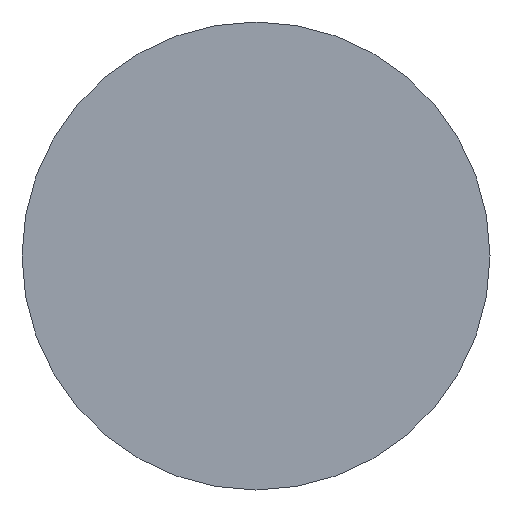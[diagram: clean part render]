
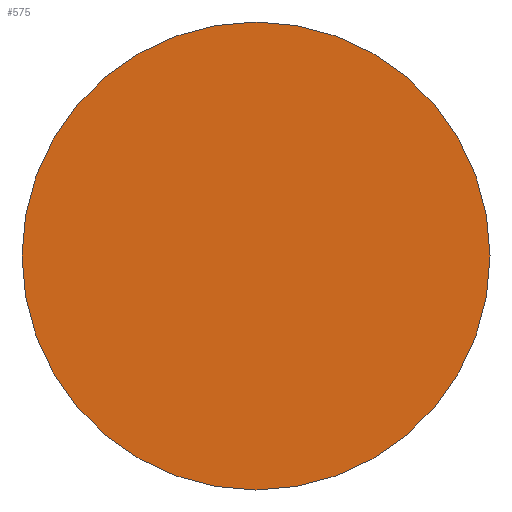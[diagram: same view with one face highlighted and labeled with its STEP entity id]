
A CAD part, front view. The second image highlights one B-rep face of the part: STEP entity #575.
In plain terms, the highlighted planar face has unit normal (0, -1, 0).
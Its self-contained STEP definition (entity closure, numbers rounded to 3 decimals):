
#57=PLANE('',#658);
#124=FACE_OUTER_BOUND('',#162,.T.);
#162=EDGE_LOOP('',(#497,#498));
#221=CIRCLE('',#659,15.);
#222=CIRCLE('',#660,15.);
#278=VERTEX_POINT('',#1035);
#279=VERTEX_POINT('',#1036);
#354=EDGE_CURVE('',#278,#279,#221,.T.);
#355=EDGE_CURVE('',#279,#278,#222,.T.);
#497=ORIENTED_EDGE('',*,*,#354,.F.);
#498=ORIENTED_EDGE('',*,*,#355,.F.);
#575=ADVANCED_FACE('',(#124),#57,.T.);
#658=AXIS2_PLACEMENT_3D('',#1034,#807,#808);
#659=AXIS2_PLACEMENT_3D('',#1037,#809,#810);
#660=AXIS2_PLACEMENT_3D('',#1038,#811,#812);
#807=DIRECTION('center_axis',(0.,-1.,0.));
#808=DIRECTION('ref_axis',(0.,0.,-1.));
#809=DIRECTION('center_axis',(0.,1.,0.));
#810=DIRECTION('ref_axis',(-1.,0.,0.));
#811=DIRECTION('center_axis',(0.,1.,0.));
#812=DIRECTION('ref_axis',(-1.,0.,0.));
#1034=CARTESIAN_POINT('Origin',(-7.5,0.,0.));
#1035=CARTESIAN_POINT('',(-15.,0.,0.));
#1036=CARTESIAN_POINT('',(0.,0.,-15.));
#1037=CARTESIAN_POINT('Origin',(0.,0.,0.));
#1038=CARTESIAN_POINT('Origin',(0.,0.,0.));
